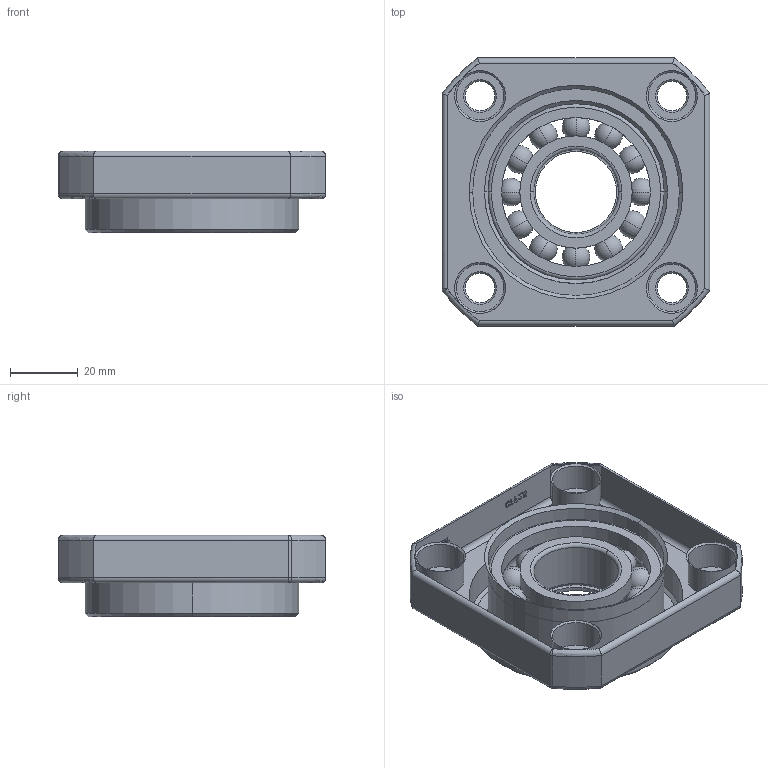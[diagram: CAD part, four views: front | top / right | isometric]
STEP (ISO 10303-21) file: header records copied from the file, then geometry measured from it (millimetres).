
FILE_DESCRIPTION (( 'STEP AP203' ), '1' );
FILE_NAME ('GFF25.STEP', '2013-10-07T10:31:11', ( 'user' ), ( '' ), 'SwSTEP 2.0', 'SolidWorks 2013', '' );
FILE_SCHEMA (( 'CONFIG_CONTROL_DESIGN' ));
Length unit declared in the file: millimetre
Products named in the file (1): GFF25
Bounding box: 79 x 79 x 24 mm (x, y, z)
Surface area: 28067.1 mm2 (no closed solid volume)
Topology: 0 solids, 12 shells, 187 faces, 1121 edges, 896 vertices
Faces by surface type: cylinder 57, torus 40, plane 34, cone 30, sphere 26
Entity records: 12011 total; most frequent: CARTESIAN_POINT 4043, ORIENTED_EDGE 1586, DIRECTION 1517, EDGE_CURVE 1065, VERTEX_POINT 864, AXIS2_PLACEMENT_3D 542, VECTOR 433, LINE 433
